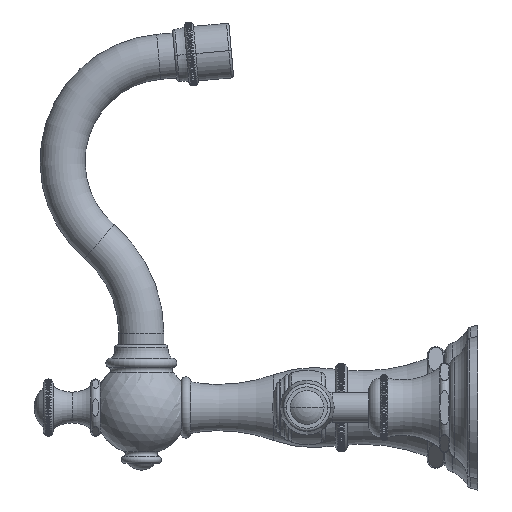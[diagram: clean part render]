
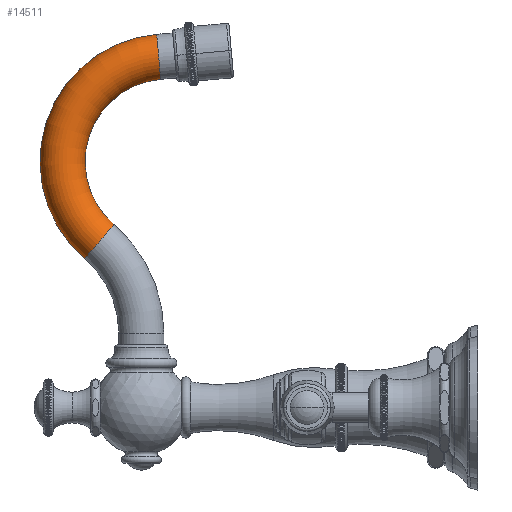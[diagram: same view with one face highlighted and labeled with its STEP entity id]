
A CAD part, left-side view. The second image highlights one B-rep face of the part: STEP entity #14511.
In plain terms, the highlighted toroidal (fillet/blend) face has major radius 44.45 mm and minor radius 9.525 mm.
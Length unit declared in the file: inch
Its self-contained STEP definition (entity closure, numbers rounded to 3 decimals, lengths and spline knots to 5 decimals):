
#4195=CARTESIAN_POINT('',(0.,6.29167,-2.75673));
#4196=DIRECTION('',(0.,0.759,-0.651));
#4197=DIRECTION('',(0.,0.651,0.759));
#4198=AXIS2_PLACEMENT_3D('',#4195,#4196,#4197);
#4200=CARTESIAN_POINT('',(0.,5.153,-4.08561));
#4201=DIRECTION('',(-1.,0.,0.));
#4202=DIRECTION('',(0.,0.651,0.759));
#4203=AXIS2_PLACEMENT_3D('',#4200,#4201,#4202);
#4205=CARTESIAN_POINT('',(0.,5.30552,-5.82895));
#4206=DIRECTION('',(0.,-0.996,-0.087));
#4207=DIRECTION('',(0.,0.087,-0.996));
#4208=AXIS2_PLACEMENT_3D('',#4205,#4206,#4207);
#4210=CARTESIAN_POINT('',(0.,5.153,-4.08561));
#4211=DIRECTION('',(-1.,0.,0.));
#4212=DIRECTION('',(0.,0.651,0.759));
#4213=AXIS2_PLACEMENT_3D('',#4210,#4211,#4212);
#10218=CARTESIAN_POINT('',(0.,6.04767,-3.04149));
#10219=VERTEX_POINT('',#10218);
#10220=CARTESIAN_POINT('',(0.,6.53567,-2.47197));
#10221=VERTEX_POINT('',#10220);
#10222=CARTESIAN_POINT('',(0.,5.33821,-6.20253));
#10223=VERTEX_POINT('',#10222);
#10224=CARTESIAN_POINT('',(0.,5.27284,-5.45538));
#10225=VERTEX_POINT('',#10224);
#14497=CARTESIAN_POINT('',(0.,5.153,-4.08561));
#14498=DIRECTION('',(-1.,0.,0.));
#14499=DIRECTION('',(0.,-0.651,-0.759));
#14500=AXIS2_PLACEMENT_3D('',#14497,#14498,#14499);
#14501=TOROIDAL_SURFACE('',#14500,1.75,0.375);
#14502=ORIENTED_EDGE('',*,*,#14491,.F.);
#14504=ORIENTED_EDGE('',*,*,#14503,.T.);
#14506=ORIENTED_EDGE('',*,*,#14505,.T.);
#14508=ORIENTED_EDGE('',*,*,#14507,.F.);
#14509=EDGE_LOOP('',(#14502,#14504,#14506,#14508));
#14510=FACE_OUTER_BOUND('',#14509,.F.);
#14511=ADVANCED_FACE('',(#14510),#14501,.T.);
#4199=CIRCLE('',#4198,0.375);
#4204=CIRCLE('',#4203,2.125);
#4209=CIRCLE('',#4208,0.375);
#4214=CIRCLE('',#4213,1.375);
#14491=EDGE_CURVE('',#10221,#10219,#4199,.T.);
#14503=EDGE_CURVE('',#10221,#10223,#4204,.T.);
#14505=EDGE_CURVE('',#10223,#10225,#4209,.T.);
#14507=EDGE_CURVE('',#10219,#10225,#4214,.T.);
